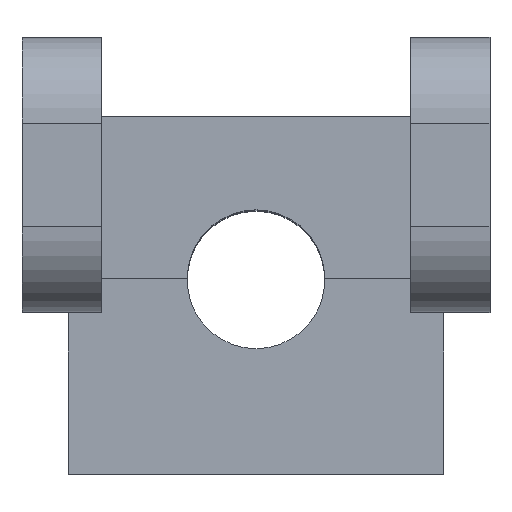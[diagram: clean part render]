
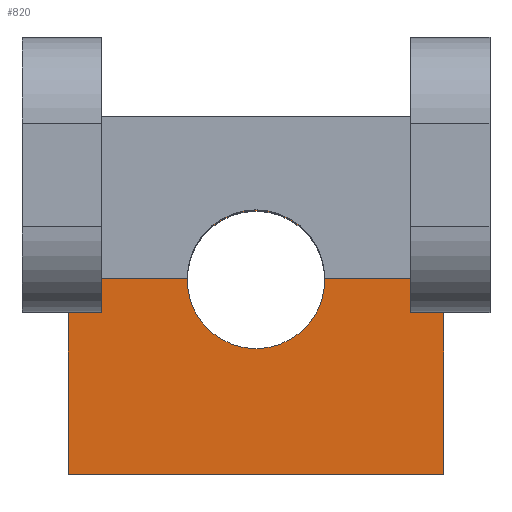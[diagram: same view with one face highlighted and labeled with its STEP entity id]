
A CAD part, top view. The second image highlights one B-rep face of the part: STEP entity #820.
In plain terms, the highlighted planar face has unit normal (0, 0, 1).
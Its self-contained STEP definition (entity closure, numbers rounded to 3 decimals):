
#16=FACE_BOUND('',#103,.T.);
#29=PLANE('',#878);
#60=FACE_OUTER_BOUND('',#102,.T.);
#102=EDGE_LOOP('',(#610,#611,#612,#613,#614,#615,#616,#617));
#103=EDGE_LOOP('',(#618));
#153=LINE('',#1182,#251);
#158=LINE('',#1192,#256);
#178=LINE('',#1234,#276);
#181=LINE('',#1239,#279);
#182=LINE('',#1241,#280);
#183=LINE('',#1242,#281);
#184=LINE('',#1243,#282);
#185=LINE('',#1244,#283);
#251=VECTOR('',#950,10.);
#256=VECTOR('',#957,10.);
#276=VECTOR('',#985,10.);
#279=VECTOR('',#990,10.);
#280=VECTOR('',#991,10.);
#281=VECTOR('',#992,10.);
#282=VECTOR('',#993,10.);
#283=VECTOR('',#994,10.);
#344=CIRCLE('',#879,2.);
#372=VERTEX_POINT('',#1179);
#373=VERTEX_POINT('',#1181);
#376=VERTEX_POINT('',#1189);
#377=VERTEX_POINT('',#1191);
#394=VERTEX_POINT('',#1232);
#395=VERTEX_POINT('',#1233);
#396=VERTEX_POINT('',#1238);
#397=VERTEX_POINT('',#1240);
#398=VERTEX_POINT('',#1245);
#453=EDGE_CURVE('',#372,#373,#153,.T.);
#458=EDGE_CURVE('',#376,#377,#158,.T.);
#479=EDGE_CURVE('',#394,#395,#178,.F.);
#482=EDGE_CURVE('',#376,#396,#181,.T.);
#483=EDGE_CURVE('',#396,#397,#182,.T.);
#484=EDGE_CURVE('',#397,#373,#183,.T.);
#485=EDGE_CURVE('',#372,#394,#184,.F.);
#486=EDGE_CURVE('',#395,#377,#185,.F.);
#487=EDGE_CURVE('',#398,#398,#344,.T.);
#610=ORIENTED_EDGE('',*,*,#458,.F.);
#611=ORIENTED_EDGE('',*,*,#482,.T.);
#612=ORIENTED_EDGE('',*,*,#483,.T.);
#613=ORIENTED_EDGE('',*,*,#484,.T.);
#614=ORIENTED_EDGE('',*,*,#453,.F.);
#615=ORIENTED_EDGE('',*,*,#485,.T.);
#616=ORIENTED_EDGE('',*,*,#479,.T.);
#617=ORIENTED_EDGE('',*,*,#486,.T.);
#618=ORIENTED_EDGE('',*,*,#487,.T.);
#820=ADVANCED_FACE('',(#60,#16),#29,.F.);
#878=AXIS2_PLACEMENT_3D('',#1237,#988,#989);
#879=AXIS2_PLACEMENT_3D('',#1246,#995,#996);
#950=DIRECTION('',(1.,0.,0.));
#957=DIRECTION('',(1.,0.,0.));
#985=DIRECTION('',(-1.,0.,0.));
#988=DIRECTION('center_axis',(0.,0.,-1.));
#989=DIRECTION('ref_axis',(-1.,0.,0.));
#990=DIRECTION('',(0.,1.,0.));
#991=DIRECTION('',(-1.,0.,0.));
#992=DIRECTION('',(0.,-1.,0.));
#993=DIRECTION('',(0.,1.,0.));
#994=DIRECTION('',(0.,-1.,0.));
#995=DIRECTION('center_axis',(0.,0.,-1.));
#996=DIRECTION('ref_axis',(1.,0.,0.));
#1179=CARTESIAN_POINT('',(-5.45,0.5,-6.));
#1181=CARTESIAN_POINT('',(-4.7,0.5,-6.));
#1182=CARTESIAN_POINT('',(-2.75,0.5,-6.));
#1189=CARTESIAN_POINT('',(4.7,0.5,-6.));
#1191=CARTESIAN_POINT('',(5.45,0.5,-6.));
#1192=CARTESIAN_POINT('',(3.5,0.5,-6.));
#1232=CARTESIAN_POINT('',(-5.45,-5.15,-6.));
#1233=CARTESIAN_POINT('',(5.45,-5.15,-6.));
#1234=CARTESIAN_POINT('',(2.75,-5.15,-6.));
#1237=CARTESIAN_POINT('Origin',(0.,0.,
-6.));
#1238=CARTESIAN_POINT('',(4.7,5.2,-6.));
#1239=CARTESIAN_POINT('',(4.7,2.75,-6.));
#1240=CARTESIAN_POINT('',(-4.7,5.2,-6.));
#1241=CARTESIAN_POINT('',(3.5,5.2,-6.));
#1242=CARTESIAN_POINT('',(-4.7,-1.25,-6.));
#1243=CARTESIAN_POINT('',(-5.45,-2.75,-6.));
#1244=CARTESIAN_POINT('',(5.45,0.25,-6.));
#1245=CARTESIAN_POINT('',(-2.,0.5,-6.));
#1246=CARTESIAN_POINT('Origin',(0.,0.5,
-6.));
